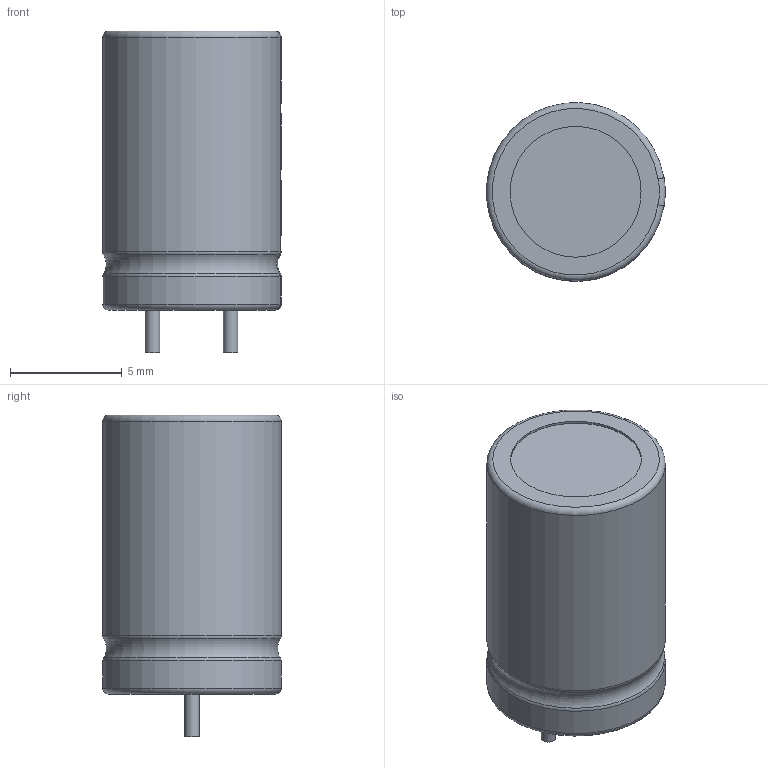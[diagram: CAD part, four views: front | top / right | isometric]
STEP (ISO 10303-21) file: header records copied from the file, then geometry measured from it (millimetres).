
FILE_DESCRIPTION(/* description */ (''),/* implementation_level */ '2;1');
FILE_NAME(/* name */ 'radial_ecap_1578548702790.stp',/* time_stamp */ '2020-01-09T05:45:06+00:00',/* author */ (''),/* organization */ (''),/* preprocessor_version */ 'ST-DEVELOPER v18',/* originating_system */ 'ASM',/* authorisation */ '');
FILE_SCHEMA (('AUTOMOTIVE_DESIGN { 1 0 10303 214 3 1 1 }'));
Length unit declared in the file: millimetre
Products named in the file (1): radial_ecap_1578548702790
Bounding box: 8.01 x 7.99 x 14.42 mm (x, y, z)
Volume: 623.8 mm3; surface area: 420 mm2
Topology: 1 solids, 1 shells, 39 faces, 97 edges, 66 vertices
Faces by surface type: plane 19, cylinder 10, torus 10
Full cylindrical faces by diameter (mm): 0.65 x2, 5.867 x1
Entity records: 1281 total; most frequent: DIRECTION 235, CARTESIAN_POINT 203, ORIENTED_EDGE 194, AXIS2_PLACEMENT_3D 98, EDGE_CURVE 97, VERTEX_POINT 66, CIRCLE 58, EDGE_LOOP 45
